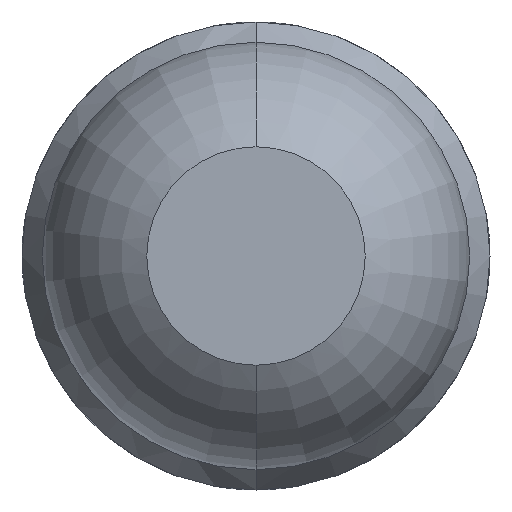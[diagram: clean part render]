
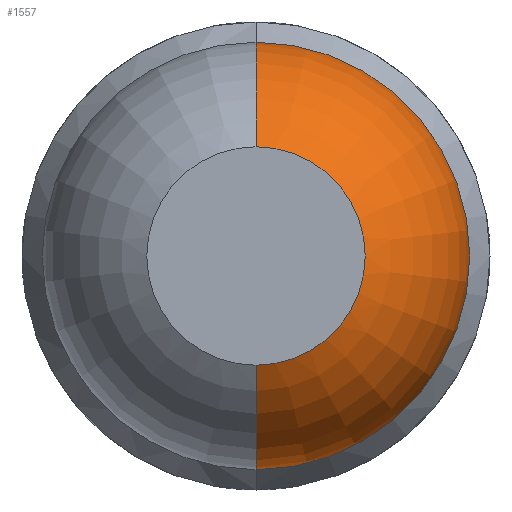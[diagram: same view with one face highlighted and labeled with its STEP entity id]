
A CAD part, front view. The second image highlights one B-rep face of the part: STEP entity #1557.
In plain terms, the highlighted toroidal (fillet/blend) face has major radius 0.035 mm and minor radius 0.65 mm.
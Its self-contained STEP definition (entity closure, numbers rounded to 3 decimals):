
#133 = DIRECTION ( 'NONE',  ( 1., 0., 0. ) ) ;
#230 = CARTESIAN_POINT ( 'NONE',  ( 0., -25., 0. ) ) ;
#419 = CIRCLE ( 'NONE', #2229, 0.685 ) ;
#572 = CARTESIAN_POINT ( 'NONE',  ( 0., -25., 0.35 ) ) ;
#750 = CIRCLE ( 'NONE', #1428, 0.65 ) ;
#1428 = AXIS2_PLACEMENT_3D ( 'NONE', #3845, #1449, #2664 ) ;
#1449 = DIRECTION ( 'NONE',  ( -1., 0., 0. ) ) ;
#1471 = EDGE_CURVE ( 'NONE', #4498, #3394, #750, .T. ) ;
#1557 = ADVANCED_FACE ( 'Defeature ausgef�hrt2_4', ( #4597 ), #3040, .T. ) ;
#1637 = CARTESIAN_POINT ( 'NONE',  ( 0., -24.431, 0. ) ) ;
#1695 = VERTEX_POINT ( 'NONE', #572 ) ;
#2062 = AXIS2_PLACEMENT_3D ( 'NONE', #1637, #2380, #4421 ) ;
#2118 = DIRECTION ( 'NONE',  ( 0., -1., 0. ) ) ;
#2229 = AXIS2_PLACEMENT_3D ( 'NONE', #3704, #2118, #4906 ) ;
#2380 = DIRECTION ( 'NONE',  ( 0., -1., 0. ) ) ;
#2505 = DIRECTION ( 'NONE',  ( 0., 0., -1. ) ) ;
#2556 = DIRECTION ( 'NONE',  ( 0., -1., 0. ) ) ;
#2570 = VERTEX_POINT ( 'NONE', #4550 ) ;
#2576 = EDGE_CURVE ( 'Defeature ausgef�hrt2_40+Defeature ausgef�hrt2_4+Defeature ausgef�hrt2_4+Defeature ausgef�hrt2_4', #3394, #1695, #4757, .T. ) ;
#2616 = EDGE_CURVE ( 'Defeature ausgef�hrt2_4+Defeature ausgef�hrt2_5+Defeature ausgef�hrt2_5+Defeature ausgef�hrt2_5', #4498, #2570, #419, .T. ) ;
#2633 = AXIS2_PLACEMENT_3D ( 'NONE', #230, #2556, #3766 ) ;
#2664 = DIRECTION ( 'NONE',  ( 0., 0., 1. ) ) ;
#3040 = TOROIDAL_SURFACE ( 'NONE', #2062, 0.035, 0.65 ) ;
#3170 = EDGE_LOOP ( 'NONE', ( #4200, #4953, #3572, #3252 ) ) ;
#3192 = CIRCLE ( 'NONE', #4171, 0.65 ) ;
#3252 = ORIENTED_EDGE ( 'NONE', *, *, #1471, .F. ) ;
#3394 = VERTEX_POINT ( 'NONE', #4167 ) ;
#3572 = ORIENTED_EDGE ( 'NONE', *, *, #2576, .F. ) ;
#3704 = CARTESIAN_POINT ( 'NONE',  ( 0., -24.431, 0. ) ) ;
#3766 = DIRECTION ( 'NONE',  ( 0., 0., -1. ) ) ;
#3845 = CARTESIAN_POINT ( 'NONE',  ( 0., -24.431, -0.035 ) ) ;
#3974 = EDGE_CURVE ( 'NONE', #2570, #1695, #3192, .T. ) ;
#4016 = CARTESIAN_POINT ( 'NONE',  ( 0., -24.431, -0.685 ) ) ;
#4167 = CARTESIAN_POINT ( 'NONE',  ( 0., -25., -0.35 ) ) ;
#4171 = AXIS2_PLACEMENT_3D ( 'NONE', #4480, #133, #2505 ) ;
#4200 = ORIENTED_EDGE ( 'NONE', *, *, #2616, .T. ) ;
#4421 = DIRECTION ( 'NONE',  ( 0., 0., -1. ) ) ;
#4480 = CARTESIAN_POINT ( 'NONE',  ( 0., -24.431, 0.035 ) ) ;
#4498 = VERTEX_POINT ( 'NONE', #4016 ) ;
#4550 = CARTESIAN_POINT ( 'NONE',  ( 0., -24.431, 0.685 ) ) ;
#4597 = FACE_OUTER_BOUND ( 'NONE', #3170, .T. ) ;
#4757 = CIRCLE ( 'NONE', #2633, 0.35 ) ;
#4906 = DIRECTION ( 'NONE',  ( 0., 0., -1. ) ) ;
#4953 = ORIENTED_EDGE ( 'NONE', *, *, #3974, .T. ) ;
